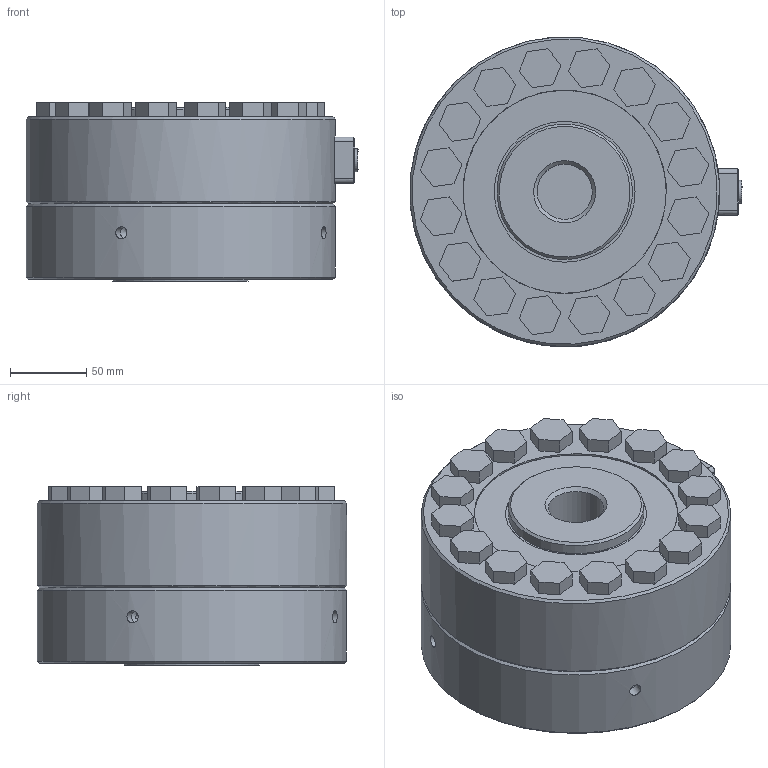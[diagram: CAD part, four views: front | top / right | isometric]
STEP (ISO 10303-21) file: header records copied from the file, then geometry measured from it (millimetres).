
FILE_DESCRIPTION((''),'2;1');
FILE_NAME('LCF555.stp','2010-11-04T13:30:54',('thomasl'),(''),'Autodesk Inventor 2008','Autodesk Inventor 2008','');
FILE_SCHEMA(('AUTOMOTIVE_DESIGN { 1 0 10303 214 1 1 1 1 }'));
Length unit declared in the file: inch
Products named in the file (2): LCF555; ~PART1
Assembly tree (1 placements, depth 2):
  LCF555
    ~PART1
Bounding box: 217.65 x 202.98 x 117.2 mm (x, y, z)
Volume: 3349400.8 mm3; surface area: 227758.4 mm2
Topology: 1 solids, 24 shells, 400 faces, 902 edges, 588 vertices
Faces by surface type: plane 238, cylinder 108, cone 44, bspline 10
Full cylindrical faces by diameter (mm): 1.524 x13, 2.261 x4, 2.845 x4, 3.175 x5, 3.302 x3, 4.648 x4, 4.75 x1, 7.925 x4, 11.608 x16, 13.97 x1, 14.554 x1, 14.986 x1, 15.875 x17, 17.475 x1, 36.116 x1, 48.763 x1, 88.824 x2, 88.9 x1, 92.329 x2, 133.172 x2, 133.35 x1, 133.426 x2, 143.002 x1, 187.452 x1, 203.2 x2
Entity records: 11004 total; most frequent: CARTESIAN_POINT 2622, DIRECTION 1724, ORIENTED_EDGE 1452, EDGE_CURVE 726, AXIS2_PLACEMENT_3D 632, EDGE_LOOP 616, VERTEX_POINT 546, VECTOR 460
